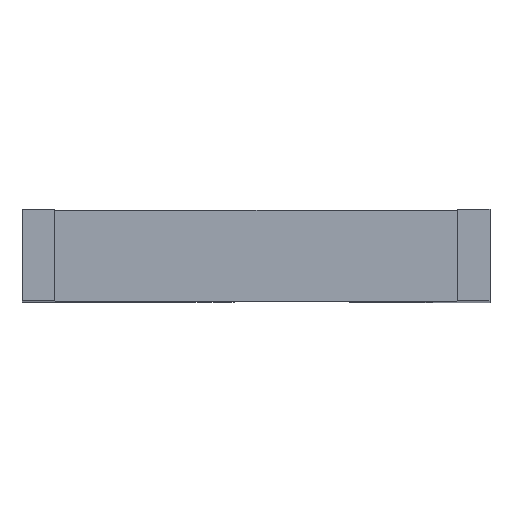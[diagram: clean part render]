
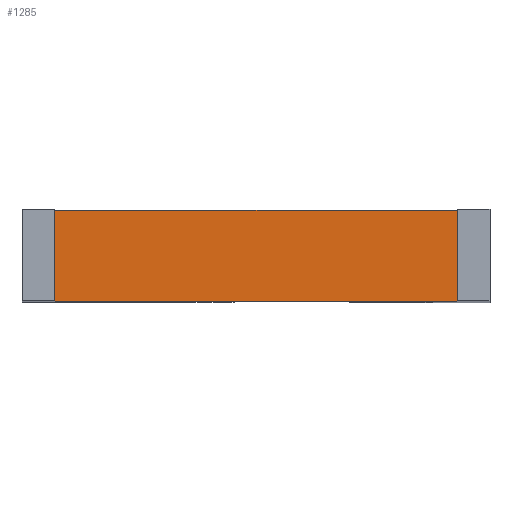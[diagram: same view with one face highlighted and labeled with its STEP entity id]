
A CAD part, top view. The second image highlights one B-rep face of the part: STEP entity #1285.
In plain terms, the highlighted planar face has unit normal (0, 0, 1).
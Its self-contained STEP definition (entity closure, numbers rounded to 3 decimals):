
#17 = EDGE_LOOP ( 'NONE', ( #374, #1137, #494, #87 ) ) ;
#34 = VECTOR ( 'NONE', #1780, 1000. ) ;
#84 = EDGE_CURVE ( 'NONE', #474, #762, #1799, .T. ) ;
#87 = ORIENTED_EDGE ( 'NONE', *, *, #218, .T. ) ;
#107 = DIRECTION ( 'NONE',  ( 0., -1., 0. ) ) ;
#218 = EDGE_CURVE ( 'NONE', #474, #862, #1640, .T. ) ;
#279 = CARTESIAN_POINT ( 'NONE',  ( -21.5, -8.4, -21.712 ) ) ;
#374 = ORIENTED_EDGE ( 'NONE', *, *, #1834, .F. ) ;
#437 = DIRECTION ( 'NONE',  ( 1., 0., 0. ) ) ;
#443 = DIRECTION ( 'NONE',  ( 0., 0., -1. ) ) ;
#447 = EDGE_CURVE ( 'NONE', #1760, #762, #1677, .T. ) ;
#474 = VERTEX_POINT ( 'NONE', #911 ) ;
#478 = DIRECTION ( 'NONE',  ( -1., 0., 0. ) ) ;
#494 = ORIENTED_EDGE ( 'NONE', *, *, #84, .F. ) ;
#498 = CARTESIAN_POINT ( 'NONE',  ( -18.5, 0., -21.712 ) ) ;
#527 = AXIS2_PLACEMENT_3D ( 'NONE', #760, #443, #478 ) ;
#602 = FACE_OUTER_BOUND ( 'NONE', #17, .T. ) ;
#760 = CARTESIAN_POINT ( 'NONE',  ( -21.5, -51.586, -21.712 ) ) ;
#762 = VERTEX_POINT ( 'NONE', #895 ) ;
#782 = CARTESIAN_POINT ( 'NONE',  ( -18.5, -8.4, -21.712 ) ) ;
#832 = DIRECTION ( 'NONE',  ( 0., 1., 0. ) ) ;
#862 = VERTEX_POINT ( 'NONE', #498 ) ;
#879 = CARTESIAN_POINT ( 'NONE',  ( 18.5, -8., -21.712 ) ) ;
#895 = CARTESIAN_POINT ( 'NONE',  ( 18.5, -8.4, -21.712 ) ) ;
#911 = CARTESIAN_POINT ( 'NONE',  ( 18.5, 0., -21.712 ) ) ;
#1137 = ORIENTED_EDGE ( 'NONE', *, *, #447, .T. ) ;
#1285 = ADVANCED_FACE ( 'NONE', ( #602 ), #1832, .F. ) ;
#1368 = VECTOR ( 'NONE', #437, 1000. ) ;
#1522 = VECTOR ( 'NONE', #107, 1000. ) ;
#1584 = CARTESIAN_POINT ( 'NONE',  ( -18.5, -51.586, -21.712 ) ) ;
#1640 = LINE ( 'NONE', #1937, #34 ) ;
#1677 = LINE ( 'NONE', #279, #1368 ) ;
#1689 = VECTOR ( 'NONE', #832, 1000. ) ;
#1759 = LINE ( 'NONE', #1584, #1689 ) ;
#1760 = VERTEX_POINT ( 'NONE', #782 ) ;
#1780 = DIRECTION ( 'NONE',  ( -1., 0., 0. ) ) ;
#1799 = LINE ( 'NONE', #879, #1522 ) ;
#1832 = PLANE ( 'NONE',  #527 ) ;
#1834 = EDGE_CURVE ( 'NONE', #1760, #862, #1759, .T. ) ;
#1937 = CARTESIAN_POINT ( 'NONE',  ( -21.5, 0., -21.712 ) ) ;
